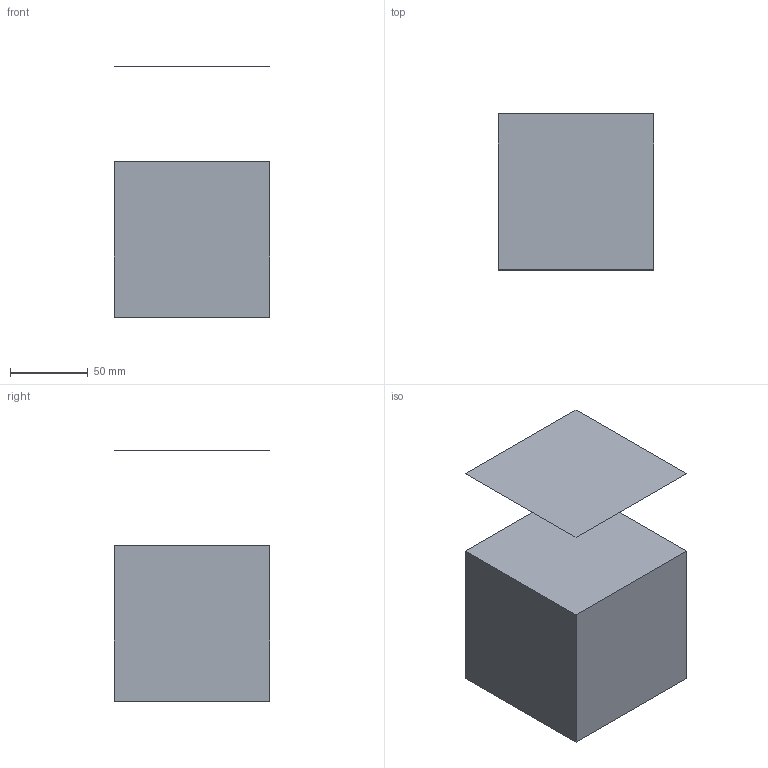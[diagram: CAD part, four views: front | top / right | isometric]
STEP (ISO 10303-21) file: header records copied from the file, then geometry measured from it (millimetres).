
FILE_DESCRIPTION(('SolidDesigner STEP Export'),'2;1');
FILE_NAME('/r6_cube_neu.stp','2001-02-15T19:27:08',('Volker Sachse'),('CoCreate'),'SolidDesigner STEP processor for AP214(DIS)for AP 203(Solid Model)','CoCreate SolidDesigner: 08.80P0214 15-02-2001(C) CoCreate Software GmbH','');
FILE_SCHEMA(('AUTOMOTIVE_DESIGN {1 2 10303 214 0 1 1 1}'));
Length unit declared in the file: millimetre
Products named in the file (5): curve; p1; r6_cube
Assembly tree (2 placements, depth 2):
  curve
    curve
  p1
    p1
  r6_cube
Bounding box: 100 x 100 x 160.81 mm (x, y, z)
Volume: 1000000 mm3; surface area: 70000 mm2
Topology: 1 solids, 2 shells, 7 faces, 17 edges, 13 vertices
Faces by surface type: plane 7
Entity records: 436 total; most frequent: CARTESIAN_POINT 59, DIRECTION 48, ORIENTED_EDGE 28, DIMENSIONAL_EXPONENTS 21, AXIS2_PLACEMENT_3D 16, VECTOR 16, LINE 16, EDGE_CURVE 16
